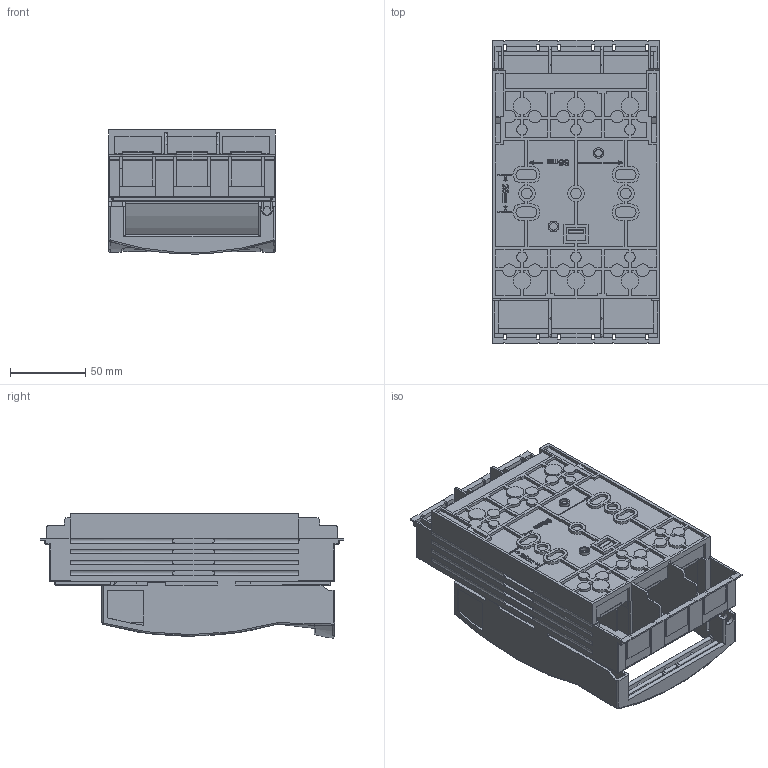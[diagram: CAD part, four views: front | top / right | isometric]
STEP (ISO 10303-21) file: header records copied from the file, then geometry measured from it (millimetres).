
FILE_DESCRIPTION (( 'STEP AP214' ), '1' );
FILE_NAME ('DNH1-160(30)_?????(???).STEP', '2026-01-19T13:16:28', ( '' ), ( '' ), 'SwSTEP 2.0', 'SolidWorks 2022', '' );
FILE_SCHEMA (( 'AUTOMOTIVE_DESIGN' ));
Length unit declared in the file: millimetre
Products named in the file (1): DNH1-160(30)_简易总装图(老外观)
Bounding box: 111 x 202 x 82.83 mm (x, y, z)
Volume: 957537.4 mm3; surface area: 220030.8 mm2
Topology: 1 solids, 32 shells, 3995 faces, 11210 edges, 7305 vertices
Faces by surface type: plane 3075, cylinder 679, bspline 79, cone 75, sphere 51, torus 36
Entity records: 136196 total; most frequent: CARTESIAN_POINT 34341, ORIENTED_EDGE 22334, DIRECTION 19436, EDGE_CURVE 11167, LINE 8656, VECTOR 8656, VERTEX_POINT 7299, AXIS2_PLACEMENT_3D 5390
